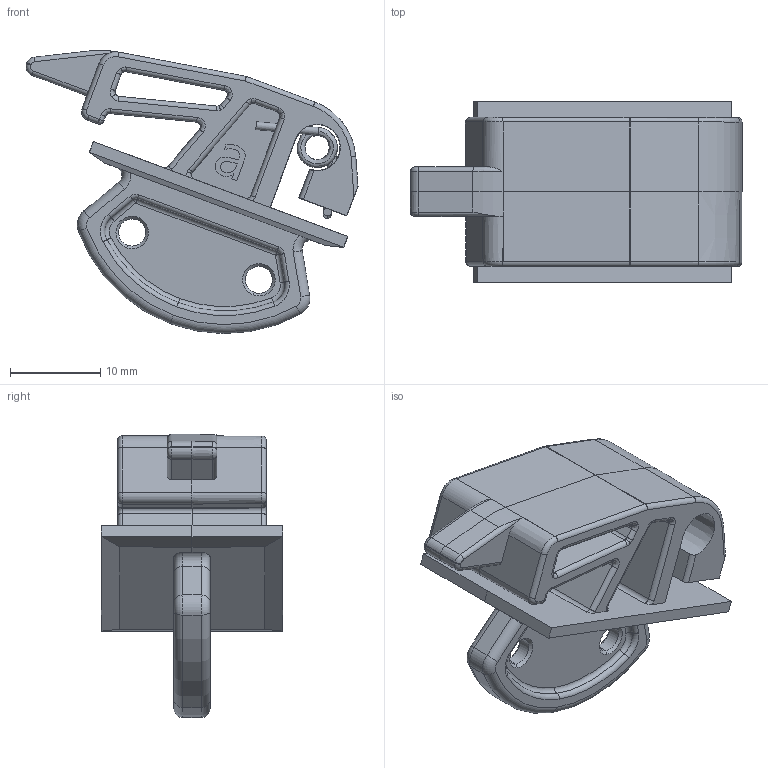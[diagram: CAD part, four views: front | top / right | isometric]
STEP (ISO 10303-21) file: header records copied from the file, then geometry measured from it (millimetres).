
FILE_DESCRIPTION (( 'STEP AP203' ), '1' );
FILE_NAME ('KS02.12.35.STEP', '2020-08-04T14:56:12', ( '' ), ( '' ), 'SwSTEP 2.0', 'SolidWorks 2015', '' );
FILE_SCHEMA (( 'CONFIG_CONTROL_DESIGN' ));
Length unit declared in the file: millimetre
Products named in the file (3): 2302050741_KS02 Kilit GövdesiT; 2507000266-KS01 Yayý Paslanmaz; KS02.12.35
Assembly tree (2 placements, depth 2):
  KS02.12.35
    2302050741_KS02 Kilit GövdesiT
    2507000266-KS01 Yayý Paslanmaz
Bounding box: 36.83 x 20.1 x 31.42 mm (x, y, z)
Volume: 5176.1 mm3; surface area: 5218.8 mm2
Topology: 2 solids, 2 shells, 306 faces, 745 edges, 437 vertices
Faces by surface type: cylinder 110, plane 85, torus 59, bspline 30, cone 14, sphere 8
Entity records: 11863 total; most frequent: CARTESIAN_POINT 4593, DIRECTION 1500, ORIENTED_EDGE 1474, EDGE_CURVE 737, AXIS2_PLACEMENT_3D 583, VERTEX_POINT 437, VECTOR 334, LINE 334
